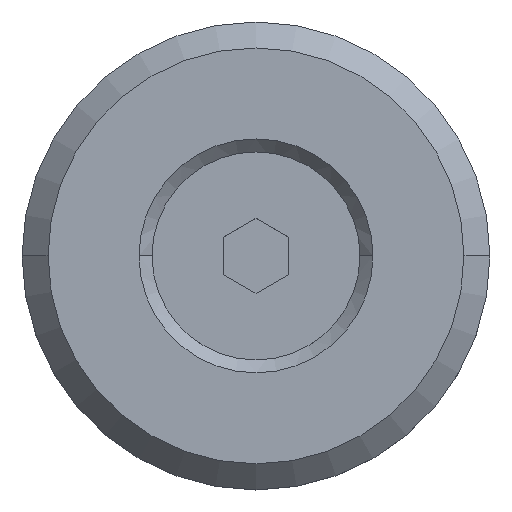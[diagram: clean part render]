
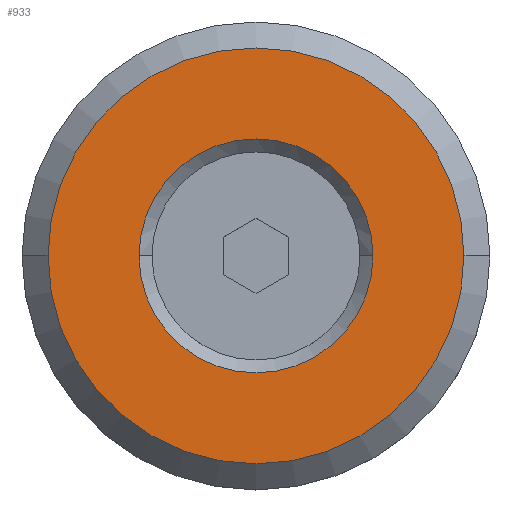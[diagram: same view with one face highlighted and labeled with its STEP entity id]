
A CAD part, top view. The second image highlights one B-rep face of the part: STEP entity #933.
In plain terms, the highlighted planar face has unit normal (0, 0, 1).
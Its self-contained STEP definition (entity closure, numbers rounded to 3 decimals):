
#33 = CARTESIAN_POINT ( 'NONE',  ( 0., 4.5, 3. ) ) ;
#97 = DIRECTION ( 'NONE',  ( 0., 0., 1. ) ) ;
#128 = VERTEX_POINT ( 'NONE', #260 ) ;
#171 = ORIENTED_EDGE ( 'NONE', *, *, #518, .T. ) ;
#182 = DIRECTION ( 'NONE',  ( 1., 0., 0. ) ) ;
#194 = DIRECTION ( 'NONE',  ( 1., 0., 0. ) ) ;
#227 = CARTESIAN_POINT ( 'NONE',  ( -8., 0., 3. ) ) ;
#260 = CARTESIAN_POINT ( 'NONE',  ( 8., 0., 3. ) ) ;
#362 = CARTESIAN_POINT ( 'NONE',  ( 0., 0., 3. ) ) ;
#366 = CARTESIAN_POINT ( 'NONE',  ( 4.5, 0., 3. ) ) ;
#475 = EDGE_CURVE ( 'NONE', #543, #1188, #502, .T. ) ;
#502 = CIRCLE ( 'NONE', #1039, 4.5 ) ;
#518 = EDGE_CURVE ( 'NONE', #128, #1488, #775, .T. ) ;
#521 = EDGE_CURVE ( 'NONE', #1488, #128, #835, .T. ) ;
#524 = DIRECTION ( 'NONE',  ( 0., 0., 1. ) ) ;
#527 = DIRECTION ( 'NONE',  ( 1., 0., 0. ) ) ;
#537 = DIRECTION ( 'NONE',  ( 0., 0., 1. ) ) ;
#543 = VERTEX_POINT ( 'NONE', #366 ) ;
#558 = DIRECTION ( 'NONE',  ( 0., 0., 1. ) ) ;
#566 = EDGE_CURVE ( 'NONE', #1188, #543, #740, .T. ) ;
#595 = DIRECTION ( 'NONE',  ( 0., 0., 1. ) ) ;
#645 = ORIENTED_EDGE ( 'NONE', *, *, #521, .T. ) ;
#719 = CARTESIAN_POINT ( 'NONE',  ( 0., 0., 3. ) ) ;
#740 = CIRCLE ( 'NONE', #1086, 4.5 ) ;
#775 = CIRCLE ( 'NONE', #1110, 8. ) ;
#821 = CARTESIAN_POINT ( 'NONE',  ( 0., 0., 3. ) ) ;
#835 = CIRCLE ( 'NONE', #1109, 8. ) ;
#911 = FACE_BOUND ( 'NONE', #1495, .T. ) ;
#913 = CARTESIAN_POINT ( 'NONE',  ( 0., 0., 3. ) ) ;
#928 = PLANE ( 'NONE',  #1482 ) ;
#933 = ADVANCED_FACE ( 'NONE', ( #991, #911 ), #928, .T. ) ;
#981 = ORIENTED_EDGE ( 'NONE', *, *, #566, .F. ) ;
#991 = FACE_OUTER_BOUND ( 'NONE', #1375, .T. ) ;
#1039 = AXIS2_PLACEMENT_3D ( 'NONE', #362, #524, #194 ) ;
#1074 = CARTESIAN_POINT ( 'NONE',  ( -4.5, 0., 3. ) ) ;
#1086 = AXIS2_PLACEMENT_3D ( 'NONE', #913, #537, #182 ) ;
#1109 = AXIS2_PLACEMENT_3D ( 'NONE', #821, #595, #1476 ) ;
#1110 = AXIS2_PLACEMENT_3D ( 'NONE', #719, #97, #1270 ) ;
#1116 = ORIENTED_EDGE ( 'NONE', *, *, #475, .F. ) ;
#1188 = VERTEX_POINT ( 'NONE', #1074 ) ;
#1270 = DIRECTION ( 'NONE',  ( 1., 0., 0. ) ) ;
#1375 = EDGE_LOOP ( 'NONE', ( #645, #171 ) ) ;
#1476 = DIRECTION ( 'NONE',  ( 1., 0., 0. ) ) ;
#1482 = AXIS2_PLACEMENT_3D ( 'NONE', #33, #558, #527 ) ;
#1488 = VERTEX_POINT ( 'NONE', #227 ) ;
#1495 = EDGE_LOOP ( 'NONE', ( #1116, #981 ) ) ;
